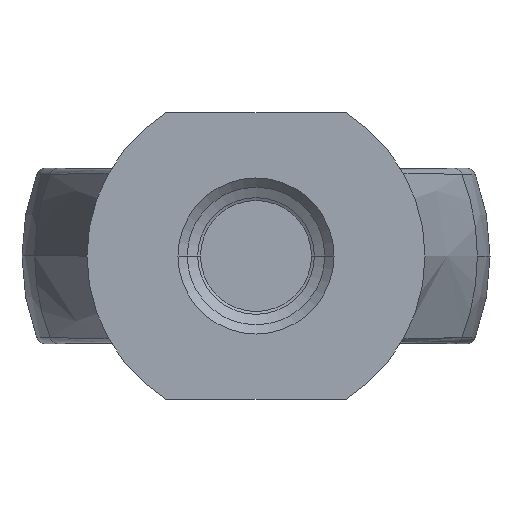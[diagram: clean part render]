
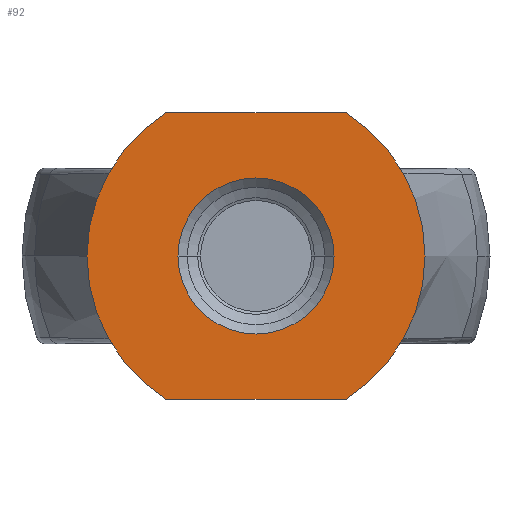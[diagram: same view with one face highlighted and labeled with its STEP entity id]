
A CAD part, front view. The second image highlights one B-rep face of the part: STEP entity #92.
In plain terms, the highlighted planar face has unit normal (0, -1, 0).
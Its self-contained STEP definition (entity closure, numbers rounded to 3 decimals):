
#92 = ADVANCED_FACE ( 'NONE', ( #1915, #2561 ), #2205, .T. ) ;
#147 = CARTESIAN_POINT ( 'NONE',  ( 0., -16.845, 0. ) ) ;
#156 = VECTOR ( 'NONE', #1957, 1000. ) ;
#272 = EDGE_CURVE ( 'NONE', #1648, #1737, #2838, .T. ) ;
#273 = VERTEX_POINT ( 'NONE', #2497 ) ;
#306 = ORIENTED_EDGE ( 'NONE', *, *, #3404, .T. ) ;
#340 = ORIENTED_EDGE ( 'NONE', *, *, #2328, .T. ) ;
#450 = ORIENTED_EDGE ( 'NONE', *, *, #3632, .F. ) ;
#716 = CARTESIAN_POINT ( 'NONE',  ( -3.464, -16.845, 5.5 ) ) ;
#769 = AXIS2_PLACEMENT_3D ( 'NONE', #3006, #1178, #3362 ) ;
#808 = EDGE_LOOP ( 'NONE', ( #450, #1132, #340, #3016, #3194 ) ) ;
#907 = AXIS2_PLACEMENT_3D ( 'NONE', #3337, #3652, #1544 ) ;
#912 = LINE ( 'NONE', #1633, #156 ) ;
#1132 = ORIENTED_EDGE ( 'NONE', *, *, #1685, .T. ) ;
#1178 = DIRECTION ( 'NONE',  ( 0., -1., 0. ) ) ;
#1475 = DIRECTION ( 'NONE',  ( -1., 0., 0. ) ) ;
#1544 = DIRECTION ( 'NONE',  ( 1., 0., 0. ) ) ;
#1549 = CARTESIAN_POINT ( 'NONE',  ( 3., -16.845, 0. ) ) ;
#1633 = CARTESIAN_POINT ( 'NONE',  ( 0., -16.845, 5.5 ) ) ;
#1648 = VERTEX_POINT ( 'NONE', #716 ) ;
#1666 = AXIS2_PLACEMENT_3D ( 'NONE', #147, #4397, #4508 ) ;
#1685 = EDGE_CURVE ( 'NONE', #3019, #273, #2854, .T. ) ;
#1737 = VERTEX_POINT ( 'NONE', #4060 ) ;
#1876 = CARTESIAN_POINT ( 'NONE',  ( 0., -16.845, 0. ) ) ;
#1907 = DIRECTION ( 'NONE',  ( 0., 1., 0. ) ) ;
#1915 = FACE_OUTER_BOUND ( 'NONE', #808, .T. ) ;
#1936 = ORIENTED_EDGE ( 'NONE', *, *, #4133, .T. ) ;
#1957 = DIRECTION ( 'NONE',  ( 1., 0., 0. ) ) ;
#2090 = CARTESIAN_POINT ( 'NONE',  ( 0., -16.845, 0. ) ) ;
#2114 = DIRECTION ( 'NONE',  ( 1., 0., 0. ) ) ;
#2135 = VERTEX_POINT ( 'NONE', #4240 ) ;
#2166 = CARTESIAN_POINT ( 'NONE',  ( 0., -16.845, -5.5 ) ) ;
#2205 = PLANE ( 'NONE',  #907 ) ;
#2328 = EDGE_CURVE ( 'NONE', #273, #2839, #3264, .T. ) ;
#2497 = CARTESIAN_POINT ( 'NONE',  ( 6.5, -16.845, 0. ) ) ;
#2561 = FACE_BOUND ( 'NONE', #3467, .T. ) ;
#2607 = AXIS2_PLACEMENT_3D ( 'NONE', #2090, #2804, #2114 ) ;
#2804 = DIRECTION ( 'NONE',  ( 0., -1., 0. ) ) ;
#2838 = CIRCLE ( 'NONE', #2607, 6.5 ) ;
#2839 = VERTEX_POINT ( 'NONE', #2867 ) ;
#2854 = CIRCLE ( 'NONE', #769, 6.5 ) ;
#2867 = CARTESIAN_POINT ( 'NONE',  ( 3.464, -16.845, 5.5 ) ) ;
#2951 = DIRECTION ( 'NONE',  ( -1., 0., 0. ) ) ;
#2974 = CARTESIAN_POINT ( 'NONE',  ( 3.464, -16.845, -5.5 ) ) ;
#3006 = CARTESIAN_POINT ( 'NONE',  ( 0., -16.845, 0. ) ) ;
#3016 = ORIENTED_EDGE ( 'NONE', *, *, #3466, .F. ) ;
#3019 = VERTEX_POINT ( 'NONE', #2974 ) ;
#3194 = ORIENTED_EDGE ( 'NONE', *, *, #272, .T. ) ;
#3264 = CIRCLE ( 'NONE', #1666, 6.5 ) ;
#3270 = VERTEX_POINT ( 'NONE', #1549 ) ;
#3289 = AXIS2_PLACEMENT_3D ( 'NONE', #3869, #3822, #4169 ) ;
#3337 = CARTESIAN_POINT ( 'NONE',  ( 0., -16.845, 0. ) ) ;
#3362 = DIRECTION ( 'NONE',  ( 1., 0., 0. ) ) ;
#3404 = EDGE_CURVE ( 'NONE', #3270, #2135, #3436, .T. ) ;
#3436 = CIRCLE ( 'NONE', #3739, 3. ) ;
#3466 = EDGE_CURVE ( 'NONE', #1648, #2839, #912, .T. ) ;
#3467 = EDGE_LOOP ( 'NONE', ( #306, #1936 ) ) ;
#3522 = CIRCLE ( 'NONE', #3289, 3. ) ;
#3589 = LINE ( 'NONE', #2166, #4249 ) ;
#3632 = EDGE_CURVE ( 'NONE', #3019, #1737, #3589, .T. ) ;
#3652 = DIRECTION ( 'NONE',  ( 0., -1., 0. ) ) ;
#3739 = AXIS2_PLACEMENT_3D ( 'NONE', #1876, #1907, #2951 ) ;
#3822 = DIRECTION ( 'NONE',  ( 0., 1., 0. ) ) ;
#3869 = CARTESIAN_POINT ( 'NONE',  ( 0., -16.845, 0. ) ) ;
#4060 = CARTESIAN_POINT ( 'NONE',  ( -3.464, -16.845, -5.5 ) ) ;
#4133 = EDGE_CURVE ( 'NONE', #2135, #3270, #3522, .T. ) ;
#4169 = DIRECTION ( 'NONE',  ( -1., 0., 0. ) ) ;
#4240 = CARTESIAN_POINT ( 'NONE',  ( -3., -16.845, 0. ) ) ;
#4249 = VECTOR ( 'NONE', #1475, 1000. ) ;
#4397 = DIRECTION ( 'NONE',  ( 0., -1., 0. ) ) ;
#4508 = DIRECTION ( 'NONE',  ( 1., 0., 0. ) ) ;
